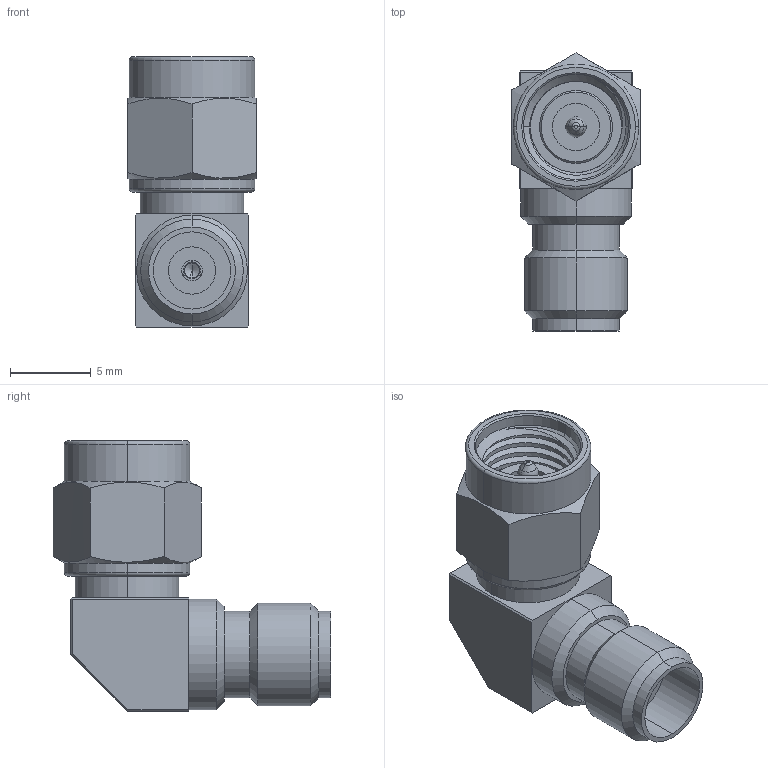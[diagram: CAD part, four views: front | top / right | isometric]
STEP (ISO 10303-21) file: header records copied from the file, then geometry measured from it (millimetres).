
FILE_DESCRIPTION (( 'STEP AP203' ), '1' );
FILE_NAME ('SCT-KFKM-UB-R.STEP', '2021-01-21T18:45:58', ( '' ), ( '' ), 'SwSTEP 2.0', 'SolidWorks 2020', '' );
FILE_SCHEMA (( 'CONFIG_CONTROL_DESIGN' ));
Length unit declared in the file: inch
Products named in the file (5): 930.219-sz-02.STEP; SCT-KFKM-UB-R; 8.247.204 - sz01.STEP; SCT-KFKM-UB-R, 2.92-JWK.STEP; 2.92-JWK-034 -__ - ____.STEP
Assembly tree (4 placements, depth 3):
  SCT-KFKM-UB-R
    SCT-KFKM-UB-R, 2.92-JWK.STEP
      2.92-JWK-034 -__ - ____.STEP
      930.219-sz-02.STEP
      8.247.204 - sz01.STEP
Bounding box: 7.92 x 17.16 x 16.7 mm (x, y, z)
Volume: 839.5 mm3; surface area: 1214.4 mm2
Topology: 3 solids, 3 shells, 145 faces, 332 edges, 204 vertices
Faces by surface type: plane 54, cylinder 52, cone 29, torus 8, bspline 2
Entity records: 5926 total; most frequent: CARTESIAN_POINT 2131, DIRECTION 721, ORIENTED_EDGE 660, EDGE_CURVE 330, AXIS2_PLACEMENT_3D 285, VERTEX_POINT 204, EDGE_LOOP 160, LINE 151
